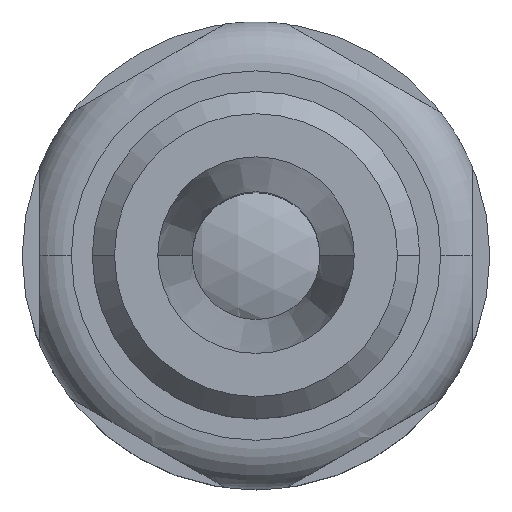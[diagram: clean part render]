
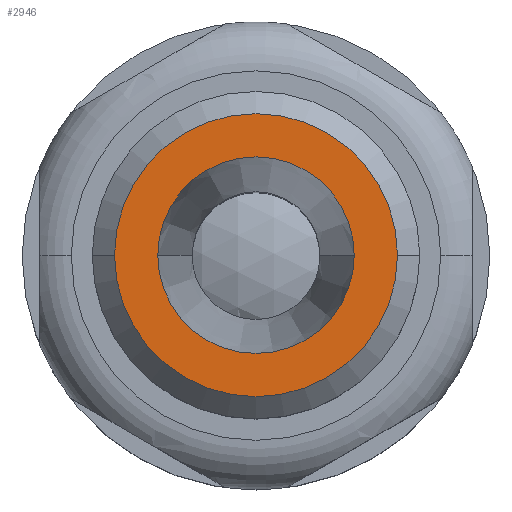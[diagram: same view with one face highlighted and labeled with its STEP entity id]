
A CAD part, top view. The second image highlights one B-rep face of the part: STEP entity #2946.
In plain terms, the highlighted planar face has unit normal (0, 0, 1).
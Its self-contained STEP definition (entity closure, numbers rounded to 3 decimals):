
#2235=CARTESIAN_POINT('',(0.,0.,50.1));
#2236=DIRECTION('',(0.,0.,1.));
#2237=DIRECTION('',(1.,0.,0.));
#2238=AXIS2_PLACEMENT_3D('',#2235,#2236,#2237);
#2244=CARTESIAN_POINT('',(0.,0.,50.1));
#2245=DIRECTION('',(0.,0.,-1.));
#2246=DIRECTION('',(1.,0.,0.));
#2247=AXIS2_PLACEMENT_3D('',#2244,#2245,#2246);
#2253=CARTESIAN_POINT('',(0.,0.,50.1));
#2254=DIRECTION('',(0.,0.,1.));
#2255=DIRECTION('',(1.,0.,0.));
#2256=AXIS2_PLACEMENT_3D('',#2253,#2254,#2255);
#2258=CARTESIAN_POINT('',(0.,0.,50.1));
#2259=DIRECTION('',(0.,0.,-1.));
#2260=DIRECTION('',(1.,0.,0.));
#2261=AXIS2_PLACEMENT_3D('',#2258,#2259,#2260);
#2791=CARTESIAN_POINT('',(5.,0.,50.1));
#2793=VERTEX_POINT('',#2791);
#2803=CARTESIAN_POINT('',(7.2,0.,50.1));
#2804=VERTEX_POINT('',#2803);
#2805=CARTESIAN_POINT('',(-5.,0.,50.1));
#2807=VERTEX_POINT('',#2805);
#2817=CARTESIAN_POINT('',(-7.2,0.,50.1));
#2818=VERTEX_POINT('',#2817);
#2931=CARTESIAN_POINT('',(0.,0.,50.1));
#2932=DIRECTION('',(0.,0.,1.));
#2933=DIRECTION('',(1.,0.,0.));
#2934=AXIS2_PLACEMENT_3D('',#2931,#2932,#2933);
#2935=PLANE('',#2934);
#2937=ORIENTED_EDGE('',*,*,#2936,.F.);
#2939=ORIENTED_EDGE('',*,*,#2938,.T.);
#2940=EDGE_LOOP('',(#2937,#2939));
#2941=FACE_OUTER_BOUND('',#2940,.F.);
#2942=ORIENTED_EDGE('',*,*,#2916,.F.);
#2943=ORIENTED_EDGE('',*,*,#2898,.T.);
#2944=EDGE_LOOP('',(#2942,#2943));
#2945=FACE_BOUND('',#2944,.F.);
#2946=ADVANCED_FACE('',(#2941,#2945),#2935,.T.);
#2239=CIRCLE('',#2238,5.);
#2248=CIRCLE('',#2247,5.);
#2257=CIRCLE('',#2256,7.2);
#2262=CIRCLE('',#2261,7.2);
#2898=EDGE_CURVE('',#2793,#2807,#2239,.T.);
#2916=EDGE_CURVE('',#2793,#2807,#2248,.T.);
#2936=EDGE_CURVE('',#2804,#2818,#2257,.T.);
#2938=EDGE_CURVE('',#2804,#2818,#2262,.T.);
